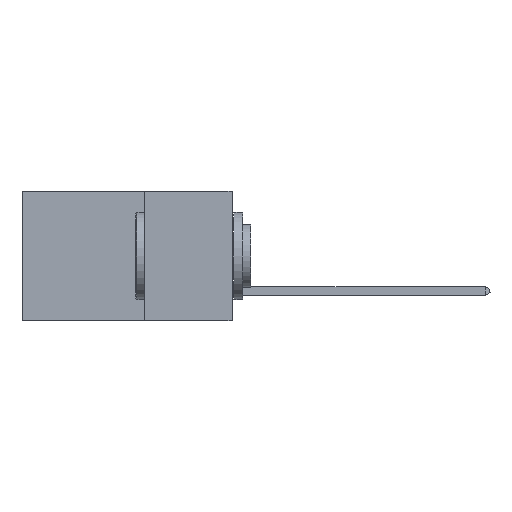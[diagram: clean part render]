
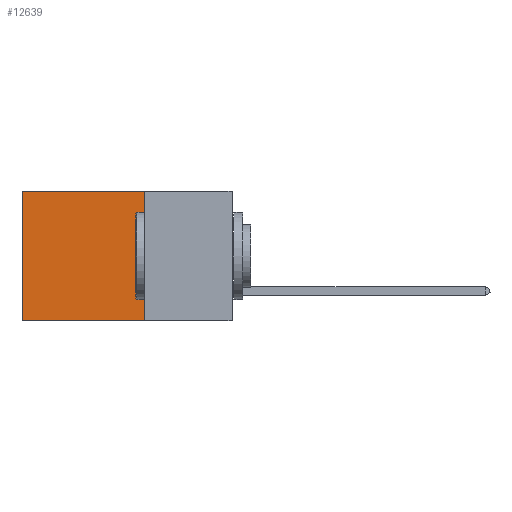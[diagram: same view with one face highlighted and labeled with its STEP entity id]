
A CAD part, left-side view. The second image highlights one B-rep face of the part: STEP entity #12639.
In plain terms, the highlighted planar face has unit normal (-1, 0, 0).
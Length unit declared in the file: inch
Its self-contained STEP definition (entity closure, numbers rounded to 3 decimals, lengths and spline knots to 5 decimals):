
#154 = LINE ( 'NONE', #2965, #15384 ) ;
#439 = ORIENTED_EDGE ( 'NONE', *, *, #10496, .F. ) ;
#775 = EDGE_LOOP ( 'NONE', ( #13424, #439, #29514, #4342 ) ) ;
#1237 = DIRECTION ( 'NONE',  ( 0., 0., -1. ) ) ;
#1593 = CARTESIAN_POINT ( 'NONE',  ( 0.2875, 0.25, 0. ) ) ;
#2804 = DIRECTION ( 'NONE',  ( 0., 1., 0. ) ) ;
#2965 = CARTESIAN_POINT ( 'NONE',  ( 0.2875, 0.25, 0. ) ) ;
#4342 = ORIENTED_EDGE ( 'NONE', *, *, #23528, .T. ) ;
#4436 = LINE ( 'NONE', #17114, #20409 ) ;
#4644 = VERTEX_POINT ( 'NONE', #18416 ) ;
#5210 = DIRECTION ( 'NONE',  ( 0., 0., -1. ) ) ;
#7296 = VECTOR ( 'NONE', #2804, 39.37008 ) ;
#7722 = CARTESIAN_POINT ( 'NONE',  ( 0.2875, 0.25, -0.37 ) ) ;
#8091 = VECTOR ( 'NONE', #21912, 39.37008 ) ;
#8768 = DIRECTION ( 'NONE',  ( 1., 0., 0. ) ) ;
#8897 = AXIS2_PLACEMENT_3D ( 'NONE', #1593, #8768, #11129 ) ;
#9558 = LINE ( 'NONE', #9759, #7296 ) ;
#9759 = CARTESIAN_POINT ( 'NONE',  ( 0.2875, 0.25, 0. ) ) ;
#10496 = EDGE_CURVE ( 'NONE', #28003, #23297, #12530, .T. ) ;
#11129 = DIRECTION ( 'NONE',  ( 0., 0., -1. ) ) ;
#12530 = LINE ( 'NONE', #14713, #8091 ) ;
#12639 = ADVANCED_FACE ( 'NONE', ( #19079 ), #27696, .F. ) ;
#13424 = ORIENTED_EDGE ( 'NONE', *, *, #15243, .T. ) ;
#14713 = CARTESIAN_POINT ( 'NONE',  ( 0.2875, 0.25, -0.37 ) ) ;
#15243 = EDGE_CURVE ( 'NONE', #15742, #23297, #4436, .T. ) ;
#15384 = VECTOR ( 'NONE', #5210, 39.37008 ) ;
#15742 = VERTEX_POINT ( 'NONE', #25152 ) ;
#17114 = CARTESIAN_POINT ( 'NONE',  ( 0.2875, 0.6, 0. ) ) ;
#18416 = CARTESIAN_POINT ( 'NONE',  ( 0.2875, 0.25, 0. ) ) ;
#19079 = FACE_OUTER_BOUND ( 'NONE', #775, .T. ) ;
#20409 = VECTOR ( 'NONE', #1237, 39.37008 ) ;
#21912 = DIRECTION ( 'NONE',  ( 0., 1., 0. ) ) ;
#23297 = VERTEX_POINT ( 'NONE', #25029 ) ;
#23528 = EDGE_CURVE ( 'NONE', #4644, #15742, #9558, .T. ) ;
#25029 = CARTESIAN_POINT ( 'NONE',  ( 0.2875, 0.6, -0.37 ) ) ;
#25152 = CARTESIAN_POINT ( 'NONE',  ( 0.2875, 0.6, 0. ) ) ;
#27696 = PLANE ( 'NONE',  #8897 ) ;
#28003 = VERTEX_POINT ( 'NONE', #7722 ) ;
#29514 = ORIENTED_EDGE ( 'NONE', *, *, #30555, .F. ) ;
#30555 = EDGE_CURVE ( 'NONE', #4644, #28003, #154, .T. ) ;
